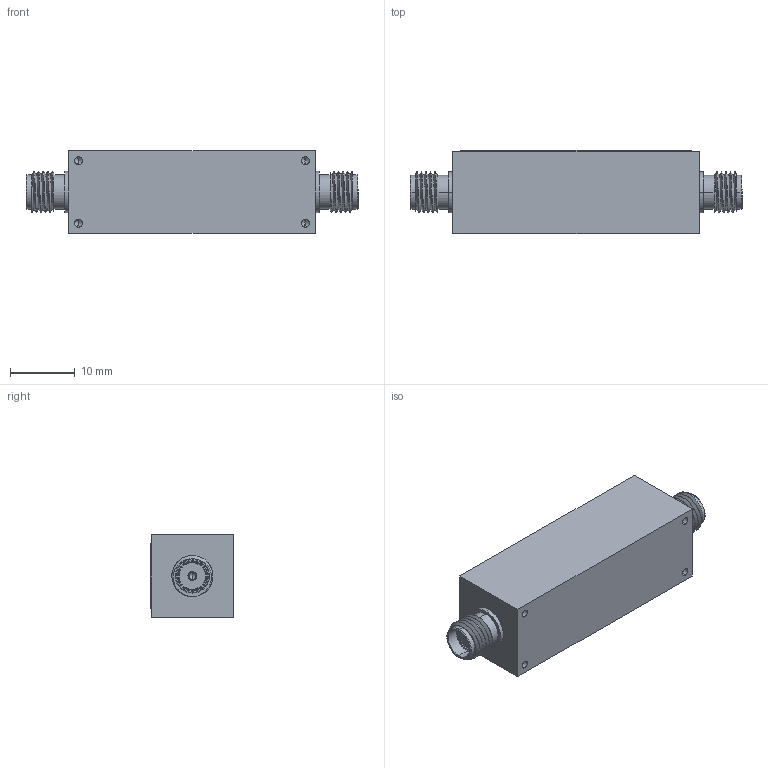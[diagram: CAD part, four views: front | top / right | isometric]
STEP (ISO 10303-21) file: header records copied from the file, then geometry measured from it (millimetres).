
FILE_DESCRIPTION (( 'STEP AP214' ), '1' );
FILE_NAME ('9LP290-3B-SFF ASSEMBLY.STEP', '2025-06-09T19:36:10', ( '' ), ( '' ), 'SwSTEP 2.0', 'SolidWorks 2024', '' );
FILE_SCHEMA (( 'AUTOMOTIVE_DESIGN' ));
Length unit declared in the file: inch
Products named in the file (1): 9LP290-3B-SFF ASSEMBLY
Bounding box: 51.31 x 12.83 x 12.7 mm (x, y, z)
Volume: 6583 mm3; surface area: 3809.7 mm2
Topology: 4 solids, 6 shells, 1146 faces, 4014 edges, 2986 vertices
Faces by surface type: cylinder 568, torus 420, plane 138, cone 16, bspline 4
Entity records: 77521 total; most frequent: CARTESIAN_POINT 28610, ORIENTED_EDGE 7996, DIRECTION 6384, EDGE_CURVE 3998, VERTEX_POINT 2986, AXIS2_PLACEMENT_3D 2593, CIRCLE 1450, B_SPLINE_CURVE_WITH_KNOTS 1306
